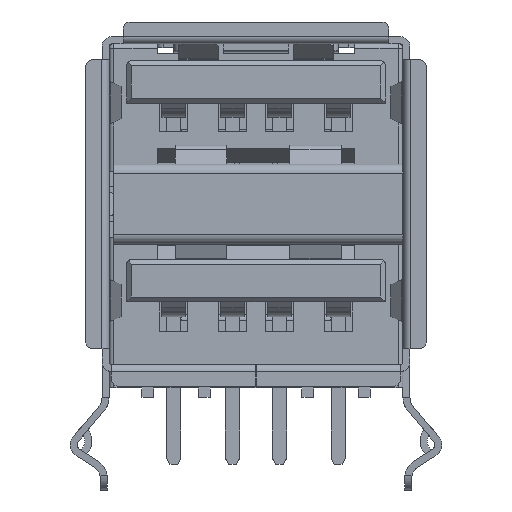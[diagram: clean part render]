
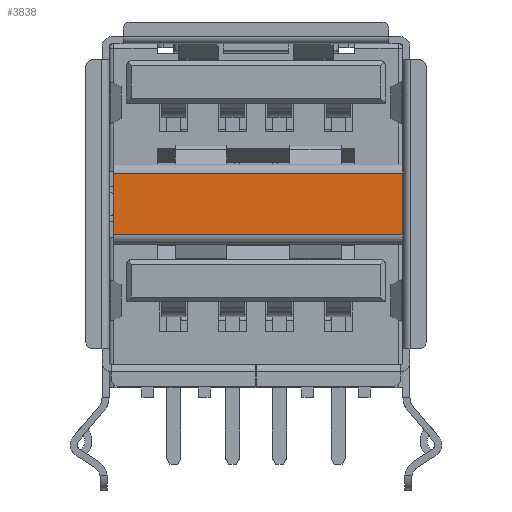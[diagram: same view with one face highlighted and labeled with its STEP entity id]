
A CAD part, front view. The second image highlights one B-rep face of the part: STEP entity #3838.
In plain terms, the highlighted planar face has unit normal (0, -1, 0).
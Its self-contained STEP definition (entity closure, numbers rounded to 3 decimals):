
#3838=ADVANCED_FACE('',(#8750),#8751,.T.);
#8750=FACE_OUTER_BOUND('',#12410,.T.);
#8751=PLANE('',#12411);
#12410=EDGE_LOOP('',(#22687,#22688,#22689,#22690));
#12411=AXIS2_PLACEMENT_3D('',#22691,#22692,#22693);
#22687=ORIENTED_EDGE('',*,*,#29194,.F.);
#22688=ORIENTED_EDGE('',*,*,#29196,.F.);
#22689=ORIENTED_EDGE('',*,*,#29182,.T.);
#22690=ORIENTED_EDGE('',*,*,#29197,.T.);
#22691=CARTESIAN_POINT('',(-6.05,-8.455,1.4));
#22692=DIRECTION('',(0.,-1.0,0.));
#22693=DIRECTION('',(0.,0.,-1.0));
#29182=EDGE_CURVE('',#35539,#35537,#35540,.T.);
#29194=EDGE_CURVE('',#35553,#35555,#35556,.T.);
#29196=EDGE_CURVE('',#35539,#35553,#35558,.T.);
#29197=EDGE_CURVE('',#35537,#35555,#35559,.T.);
#35537=VERTEX_POINT('',#42924);
#35539=VERTEX_POINT('',#42926);
#35540=LINE('',#42927,#42928);
#35553=VERTEX_POINT('',#42948);
#35555=VERTEX_POINT('',#42950);
#35556=LINE('',#42951,#42952);
#35558=LINE('',#42954,#42955);
#35559=LINE('',#42956,#42957);
#42924=CARTESIAN_POINT('',(-6.05,-8.455,-1.3));
#42926=CARTESIAN_POINT('',(-6.05,-8.455,1.3));
#42927=CARTESIAN_POINT('',(-6.05,-8.455,1.4));
#42928=VECTOR('',#47636,1000.0);
#42948=CARTESIAN_POINT('',(6.25,-8.455,1.3));
#42950=CARTESIAN_POINT('',(6.25,-8.455,-1.3));
#42951=CARTESIAN_POINT('',(6.25,-8.455,1.4));
#42952=VECTOR('',#47656,1000.0);
#42954=CARTESIAN_POINT('',(-6.05,-8.455,1.3));
#42955=VECTOR('',#47660,1000.0);
#42956=CARTESIAN_POINT('',(-6.05,-8.455,-1.3));
#42957=VECTOR('',#47661,1000.0);
#47636=DIRECTION('',(0.,0.,-1.0));
#47656=DIRECTION('',(0.,0.,-1.0));
#47660=DIRECTION('',(1.0,0.,0.));
#47661=DIRECTION('',(1.0,0.,0.));
